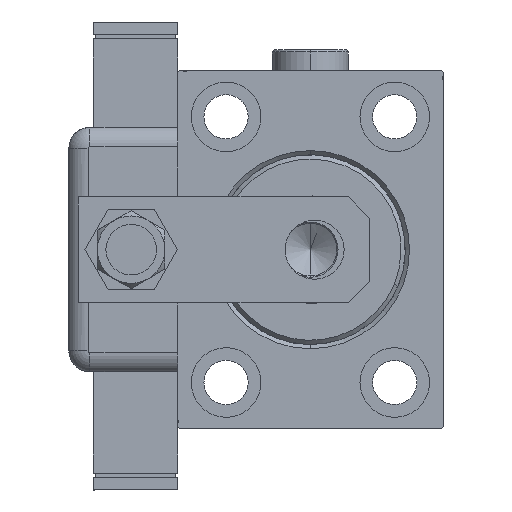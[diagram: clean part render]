
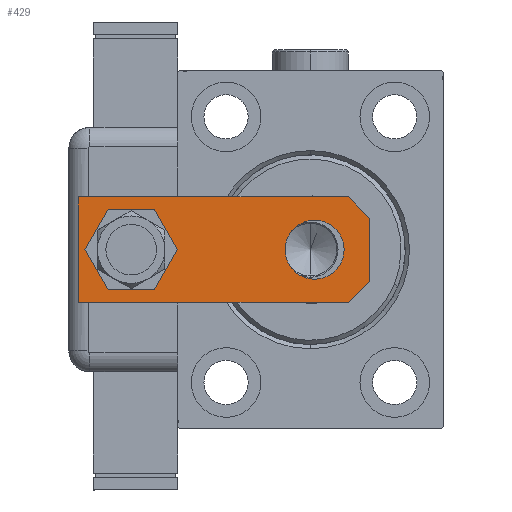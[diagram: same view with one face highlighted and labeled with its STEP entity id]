
A CAD part, left-side view. The second image highlights one B-rep face of the part: STEP entity #429.
In plain terms, the highlighted face is planar.
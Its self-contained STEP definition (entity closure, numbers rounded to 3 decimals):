
#429 = ADVANCED_FACE ( 'NONE', ( #47637, #46726, #55997 ), #41770, .F. ) ;
#778 = DIRECTION ( 'NONE',  ( 0., 0., 1. ) ) ;
#1114 = DIRECTION ( 'NONE',  ( 0., 1., 0. ) ) ;
#1918 = CIRCLE ( 'NONE', #49168, 7. ) ;
#4298 = EDGE_CURVE ( 'NONE', #20571, #23076, #11764, .T. ) ;
#4426 = CIRCLE ( 'NONE', #38846, 7. ) ;
#4467 = DIRECTION ( 'NONE',  ( 0., -1., 0. ) ) ;
#4689 = CARTESIAN_POINT ( 'NONE',  ( 7., 13., 0. ) ) ;
#5855 = CARTESIAN_POINT ( 'NONE',  ( 12.5, 5., 0. ) ) ;
#8383 = VECTOR ( 'NONE', #50619, 1000. ) ;
#8640 = LINE ( 'NONE', #59825, #45647 ) ;
#9418 = VERTEX_POINT ( 'NONE', #53739 ) ;
#9836 = ORIENTED_EDGE ( 'NONE', *, *, #59931, .F. ) ;
#11153 = VECTOR ( 'NONE', #40082, 1000. ) ;
#11233 = CARTESIAN_POINT ( 'NONE',  ( 0., 13., 0. ) ) ;
#11542 = VERTEX_POINT ( 'NONE', #46912 ) ;
#11746 = CARTESIAN_POINT ( 'NONE',  ( -7., 56.5, 0. ) ) ;
#11764 = LINE ( 'NONE', #49358, #11153 ) ;
#12759 = DIRECTION ( 'NONE',  ( 1., 0., 0. ) ) ;
#12833 = CIRCLE ( 'NONE', #47291, 7. ) ;
#13400 = EDGE_LOOP ( 'NONE', ( #40935, #25841 ) ) ;
#14668 = CARTESIAN_POINT ( 'NONE',  ( 0., 0., 0. ) ) ;
#16180 = CARTESIAN_POINT ( 'NONE',  ( 12.5, 0., 0. ) ) ;
#17401 = CARTESIAN_POINT ( 'NONE',  ( 7., 56.5, 0. ) ) ;
#17657 = DIRECTION ( 'NONE',  ( 1., 0., 0. ) ) ;
#18049 = DIRECTION ( 'NONE',  ( 0., 0., 1. ) ) ;
#18892 = VECTOR ( 'NONE', #1114, 1000. ) ;
#18932 = CARTESIAN_POINT ( 'NONE',  ( 0., 56.5, 0. ) ) ;
#20571 = VERTEX_POINT ( 'NONE', #38374 ) ;
#21387 = CIRCLE ( 'NONE', #50937, 7. ) ;
#22850 = VERTEX_POINT ( 'NONE', #36721 ) ;
#23076 = VERTEX_POINT ( 'NONE', #29914 ) ;
#24138 = VERTEX_POINT ( 'NONE', #11746 ) ;
#25656 = EDGE_CURVE ( 'NONE', #30771, #24138, #1918, .T. ) ;
#25841 = ORIENTED_EDGE ( 'NONE', *, *, #49253, .T. ) ;
#26376 = CARTESIAN_POINT ( 'NONE',  ( -12.5, 5., 0. ) ) ;
#26771 = EDGE_LOOP ( 'NONE', ( #32815, #57361, #9836, #60774, #30526, #45505 ) ) ;
#27861 = DIRECTION ( 'NONE',  ( 1., 0., 0. ) ) ;
#28390 = EDGE_CURVE ( 'NONE', #11542, #59410, #12833, .T. ) ;
#29914 = CARTESIAN_POINT ( 'NONE',  ( -12.5, 69., 0. ) ) ;
#30526 = ORIENTED_EDGE ( 'NONE', *, *, #35447, .F. ) ;
#30559 = VECTOR ( 'NONE', #47462, 1000. ) ;
#30771 = VERTEX_POINT ( 'NONE', #17401 ) ;
#32037 = DIRECTION ( 'NONE',  ( -0.707, 0.707, 0. ) ) ;
#32602 = EDGE_CURVE ( 'NONE', #22850, #9418, #32958, .T. ) ;
#32815 = ORIENTED_EDGE ( 'NONE', *, *, #39568, .F. ) ;
#32958 = LINE ( 'NONE', #5855, #30559 ) ;
#35447 = EDGE_CURVE ( 'NONE', #22850, #20571, #52606, .T. ) ;
#35513 = DIRECTION ( 'NONE',  ( 0., 0., 1. ) ) ;
#36503 = CARTESIAN_POINT ( 'NONE',  ( -7.5, 0., 0. ) ) ;
#36721 = CARTESIAN_POINT ( 'NONE',  ( 12.5, 5., 0. ) ) ;
#36756 = DIRECTION ( 'NONE',  ( 0., 0., 1. ) ) ;
#36901 = EDGE_CURVE ( 'NONE', #48348, #49134, #8640, .T. ) ;
#37023 = LINE ( 'NONE', #51235, #8383 ) ;
#38374 = CARTESIAN_POINT ( 'NONE',  ( 12.5, 69., 0. ) ) ;
#38846 = AXIS2_PLACEMENT_3D ( 'NONE', #58713, #36756, #12759 ) ;
#39568 = EDGE_CURVE ( 'NONE', #48348, #9418, #37023, .T. ) ;
#40082 = DIRECTION ( 'NONE',  ( -1., 0., 0. ) ) ;
#40533 = CARTESIAN_POINT ( 'NONE',  ( 0., 13., 0. ) ) ;
#40935 = ORIENTED_EDGE ( 'NONE', *, *, #28390, .T. ) ;
#41770 = PLANE ( 'NONE',  #60401 ) ;
#42149 = EDGE_CURVE ( 'NONE', #24138, #30771, #4426, .T. ) ;
#43164 = ORIENTED_EDGE ( 'NONE', *, *, #42149, .T. ) ;
#45222 = ORIENTED_EDGE ( 'NONE', *, *, #25656, .T. ) ;
#45505 = ORIENTED_EDGE ( 'NONE', *, *, #32602, .T. ) ;
#45647 = VECTOR ( 'NONE', #32037, 1000. ) ;
#46689 = CARTESIAN_POINT ( 'NONE',  ( -12.5, 69., 0. ) ) ;
#46726 = FACE_BOUND ( 'NONE', #49679, .T. ) ;
#46912 = CARTESIAN_POINT ( 'NONE',  ( -7., 13., 0. ) ) ;
#47291 = AXIS2_PLACEMENT_3D ( 'NONE', #11233, #35513, #17657 ) ;
#47462 = DIRECTION ( 'NONE',  ( -0.707, -0.707, 0. ) ) ;
#47637 = FACE_OUTER_BOUND ( 'NONE', #26771, .T. ) ;
#48348 = VERTEX_POINT ( 'NONE', #36503 ) ;
#49134 = VERTEX_POINT ( 'NONE', #26376 ) ;
#49168 = AXIS2_PLACEMENT_3D ( 'NONE', #18932, #56864, #27861 ) ;
#49253 = EDGE_CURVE ( 'NONE', #59410, #11542, #21387, .T. ) ;
#49358 = CARTESIAN_POINT ( 'NONE',  ( 12.5, 69., 0. ) ) ;
#49679 = EDGE_LOOP ( 'NONE', ( #43164, #45222 ) ) ;
#50619 = DIRECTION ( 'NONE',  ( 1., 0., 0. ) ) ;
#50937 = AXIS2_PLACEMENT_3D ( 'NONE', #40533, #778, #51653 ) ;
#51235 = CARTESIAN_POINT ( 'NONE',  ( -12.5, 0., 0. ) ) ;
#51653 = DIRECTION ( 'NONE',  ( 1., 0., 0. ) ) ;
#52606 = LINE ( 'NONE', #16180, #18892 ) ;
#53739 = CARTESIAN_POINT ( 'NONE',  ( 7.5, 0., 0. ) ) ;
#55997 = FACE_BOUND ( 'NONE', #13400, .T. ) ;
#56181 = VECTOR ( 'NONE', #4467, 1000. ) ;
#56864 = DIRECTION ( 'NONE',  ( 0., 0., 1. ) ) ;
#57178 = LINE ( 'NONE', #46689, #56181 ) ;
#57361 = ORIENTED_EDGE ( 'NONE', *, *, #36901, .T. ) ;
#58713 = CARTESIAN_POINT ( 'NONE',  ( 0., 56.5, 0. ) ) ;
#59410 = VERTEX_POINT ( 'NONE', #4689 ) ;
#59825 = CARTESIAN_POINT ( 'NONE',  ( -7.5, 0., 0. ) ) ;
#59931 = EDGE_CURVE ( 'NONE', #23076, #49134, #57178, .T. ) ;
#60401 = AXIS2_PLACEMENT_3D ( 'NONE', #14668, #18049, #60939 ) ;
#60774 = ORIENTED_EDGE ( 'NONE', *, *, #4298, .F. ) ;
#60939 = DIRECTION ( 'NONE',  ( 1., 0., 0. ) ) ;
